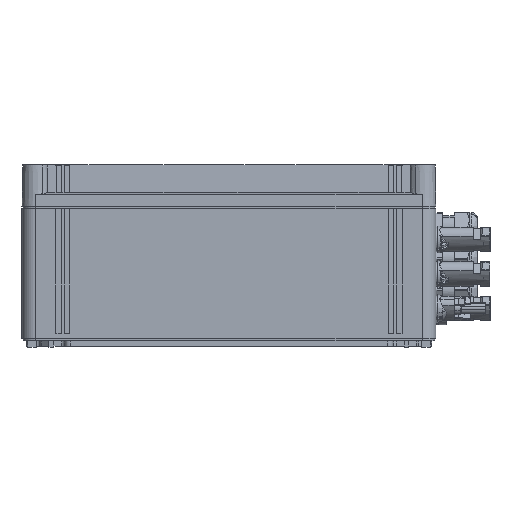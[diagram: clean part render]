
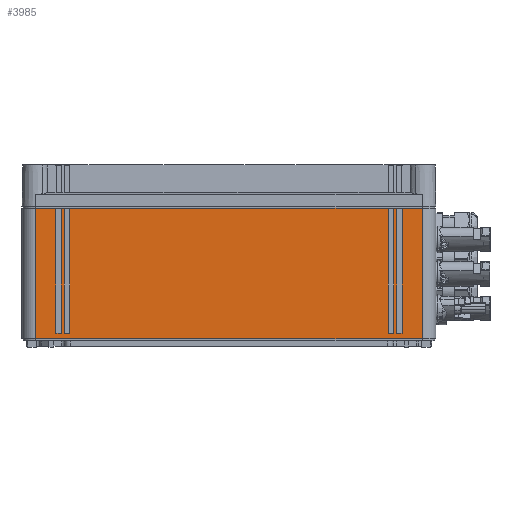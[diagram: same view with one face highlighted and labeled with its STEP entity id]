
A CAD part, left-side view. The second image highlights one B-rep face of the part: STEP entity #3985.
In plain terms, the highlighted planar face has unit normal (-1, 0, 0).
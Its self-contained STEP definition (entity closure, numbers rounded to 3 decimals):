
#3836=AXIS2_PLACEMENT_3D('Plane Axis2P3D',#3833,#3834,#3835) ;
#2187=CARTESIAN_POINT('Vertex',(0.,49.25,100.5)) ;
#2231=CARTESIAN_POINT('Vertex',(0.,329.25,100.5)) ;
#2234=CARTESIAN_POINT('Line Origine',(0.,189.25,100.5)) ;
#2329=CARTESIAN_POINT('Line Origine',(0.,49.25,52.64)) ;
#2333=CARTESIAN_POINT('Vertex',(0.,49.25,6.)) ;
#2401=CARTESIAN_POINT('Line Origine',(0.,189.25,6.)) ;
#2405=CARTESIAN_POINT('Vertex',(0.,329.25,6.)) ;
#3833=CARTESIAN_POINT('Axis2P3D Location',(0.,49.25,106.)) ;
#3838=CARTESIAN_POINT('Line Origine',(0.,329.25,53.25)) ;
#3849=CARTESIAN_POINT('Line Origine',(0.,69.75,55.178)) ;
#3853=CARTESIAN_POINT('Vertex',(0.,69.75,100.356)) ;
#3855=CARTESIAN_POINT('Vertex',(0.,69.75,10.)) ;
#3858=CARTESIAN_POINT('Line Origine',(0.,71.75,10.)) ;
#3862=CARTESIAN_POINT('Vertex',(0.,73.75,10.)) ;
#3865=CARTESIAN_POINT('Line Origine',(0.,73.75,55.178)) ;
#3869=CARTESIAN_POINT('Vertex',(0.,73.75,100.356)) ;
#3872=CARTESIAN_POINT('Line Origine',(0.,71.75,100.356)) ;
#3883=CARTESIAN_POINT('Line Origine',(0.,310.75,55.178)) ;
#3887=CARTESIAN_POINT('Vertex',(0.,310.75,100.356)) ;
#3889=CARTESIAN_POINT('Vertex',(0.,310.75,10.)) ;
#3892=CARTESIAN_POINT('Line Origine',(0.,312.75,10.)) ;
#3896=CARTESIAN_POINT('Vertex',(0.,314.75,10.)) ;
#3899=CARTESIAN_POINT('Line Origine',(0.,314.75,55.178)) ;
#3903=CARTESIAN_POINT('Vertex',(0.,314.75,100.356)) ;
#3906=CARTESIAN_POINT('Line Origine',(0.,312.75,100.356)) ;
#3917=CARTESIAN_POINT('Line Origine',(0.,63.75,55.178)) ;
#3921=CARTESIAN_POINT('Vertex',(0.,63.75,100.356)) ;
#3923=CARTESIAN_POINT('Vertex',(0.,63.75,10.)) ;
#3926=CARTESIAN_POINT('Line Origine',(0.,65.75,10.)) ;
#3930=CARTESIAN_POINT('Vertex',(0.,67.75,10.)) ;
#3933=CARTESIAN_POINT('Line Origine',(0.,67.75,55.178)) ;
#3937=CARTESIAN_POINT('Vertex',(0.,67.75,100.356)) ;
#3940=CARTESIAN_POINT('Line Origine',(0.,65.75,100.356)) ;
#3951=CARTESIAN_POINT('Line Origine',(0.,304.75,55.178)) ;
#3955=CARTESIAN_POINT('Vertex',(0.,304.75,100.356)) ;
#3957=CARTESIAN_POINT('Vertex',(0.,304.75,10.)) ;
#3960=CARTESIAN_POINT('Line Origine',(0.,306.75,10.)) ;
#3964=CARTESIAN_POINT('Vertex',(0.,308.75,10.)) ;
#3967=CARTESIAN_POINT('Line Origine',(0.,308.75,55.178)) ;
#3971=CARTESIAN_POINT('Vertex',(0.,308.75,100.356)) ;
#3974=CARTESIAN_POINT('Line Origine',(0.,306.75,100.356)) ;
#2235=DIRECTION('Vector Direction',(0.,-1.,0.)) ;
#2330=DIRECTION('Vector Direction',(0.,0.,1.)) ;
#2402=DIRECTION('Vector Direction',(0.,1.,0.)) ;
#3834=DIRECTION('Axis2P3D Direction',(-1.,0.,0.)) ;
#3835=DIRECTION('Axis2P3D XDirection',(0.,1.,0.)) ;
#3839=DIRECTION('Vector Direction',(0.,0.,-1.)) ;
#3850=DIRECTION('Vector Direction',(0.,0.,-1.)) ;
#3859=DIRECTION('Vector Direction',(0.,1.,0.)) ;
#3866=DIRECTION('Vector Direction',(0.,0.,1.)) ;
#3873=DIRECTION('Vector Direction',(0.,-1.,0.)) ;
#3884=DIRECTION('Vector Direction',(0.,0.,-1.)) ;
#3893=DIRECTION('Vector Direction',(0.,1.,0.)) ;
#3900=DIRECTION('Vector Direction',(0.,0.,1.)) ;
#3907=DIRECTION('Vector Direction',(0.,-1.,0.)) ;
#3918=DIRECTION('Vector Direction',(0.,0.,-1.)) ;
#3927=DIRECTION('Vector Direction',(0.,1.,0.)) ;
#3934=DIRECTION('Vector Direction',(0.,0.,1.)) ;
#3941=DIRECTION('Vector Direction',(0.,-1.,0.)) ;
#3952=DIRECTION('Vector Direction',(0.,0.,-1.)) ;
#3961=DIRECTION('Vector Direction',(0.,1.,0.)) ;
#3968=DIRECTION('Vector Direction',(0.,0.,1.)) ;
#3975=DIRECTION('Vector Direction',(0.,-1.,0.)) ;
#2236=VECTOR('Line Direction',#2235,1.) ;
#2331=VECTOR('Line Direction',#2330,1.) ;
#2403=VECTOR('Line Direction',#2402,1.) ;
#3840=VECTOR('Line Direction',#3839,1.) ;
#3851=VECTOR('Line Direction',#3850,1.) ;
#3860=VECTOR('Line Direction',#3859,1.) ;
#3867=VECTOR('Line Direction',#3866,1.) ;
#3874=VECTOR('Line Direction',#3873,1.) ;
#3885=VECTOR('Line Direction',#3884,1.) ;
#3894=VECTOR('Line Direction',#3893,1.) ;
#3901=VECTOR('Line Direction',#3900,1.) ;
#3908=VECTOR('Line Direction',#3907,1.) ;
#3919=VECTOR('Line Direction',#3918,1.) ;
#3928=VECTOR('Line Direction',#3927,1.) ;
#3935=VECTOR('Line Direction',#3934,1.) ;
#3942=VECTOR('Line Direction',#3941,1.) ;
#3953=VECTOR('Line Direction',#3952,1.) ;
#3962=VECTOR('Line Direction',#3961,1.) ;
#3969=VECTOR('Line Direction',#3968,1.) ;
#3976=VECTOR('Line Direction',#3975,1.) ;
#3844=ORIENTED_EDGE('',*,*,#2335,.F.) ;
#3845=ORIENTED_EDGE('',*,*,#2238,.F.) ;
#3846=ORIENTED_EDGE('',*,*,#3842,.T.) ;
#3847=ORIENTED_EDGE('',*,*,#2407,.F.) ;
#3878=ORIENTED_EDGE('',*,*,#3857,.T.) ;
#3879=ORIENTED_EDGE('',*,*,#3864,.T.) ;
#3880=ORIENTED_EDGE('',*,*,#3871,.T.) ;
#3881=ORIENTED_EDGE('',*,*,#3876,.F.) ;
#3912=ORIENTED_EDGE('',*,*,#3891,.T.) ;
#3913=ORIENTED_EDGE('',*,*,#3898,.T.) ;
#3914=ORIENTED_EDGE('',*,*,#3905,.T.) ;
#3915=ORIENTED_EDGE('',*,*,#3910,.F.) ;
#3946=ORIENTED_EDGE('',*,*,#3925,.T.) ;
#3947=ORIENTED_EDGE('',*,*,#3932,.T.) ;
#3948=ORIENTED_EDGE('',*,*,#3939,.T.) ;
#3949=ORIENTED_EDGE('',*,*,#3944,.F.) ;
#3980=ORIENTED_EDGE('',*,*,#3959,.T.) ;
#3981=ORIENTED_EDGE('',*,*,#3966,.T.) ;
#3982=ORIENTED_EDGE('',*,*,#3973,.T.) ;
#3983=ORIENTED_EDGE('',*,*,#3978,.F.) ;
#3882=FACE_BOUND('',#3877,.T.) ;
#3916=FACE_BOUND('',#3911,.T.) ;
#3950=FACE_BOUND('',#3945,.T.) ;
#3984=FACE_BOUND('',#3979,.T.) ;
#3985=ADVANCED_FACE('PVN',(#3848,#3882,#3916,#3950,#3984),#3837,.T.) ;
#2238=EDGE_CURVE('',#2232,#2188,#2237,.T.) ;
#2335=EDGE_CURVE('',#2188,#2334,#2332,.F.) ;
#2407=EDGE_CURVE('',#2334,#2406,#2404,.T.) ;
#3842=EDGE_CURVE('',#2232,#2406,#3841,.T.) ;
#3857=EDGE_CURVE('',#3854,#3856,#3852,.T.) ;
#3864=EDGE_CURVE('',#3856,#3863,#3861,.T.) ;
#3871=EDGE_CURVE('',#3863,#3870,#3868,.T.) ;
#3876=EDGE_CURVE('',#3854,#3870,#3875,.F.) ;
#3891=EDGE_CURVE('',#3888,#3890,#3886,.T.) ;
#3898=EDGE_CURVE('',#3890,#3897,#3895,.T.) ;
#3905=EDGE_CURVE('',#3897,#3904,#3902,.T.) ;
#3910=EDGE_CURVE('',#3888,#3904,#3909,.F.) ;
#3925=EDGE_CURVE('',#3922,#3924,#3920,.T.) ;
#3932=EDGE_CURVE('',#3924,#3931,#3929,.T.) ;
#3939=EDGE_CURVE('',#3931,#3938,#3936,.T.) ;
#3944=EDGE_CURVE('',#3922,#3938,#3943,.F.) ;
#3959=EDGE_CURVE('',#3956,#3958,#3954,.T.) ;
#3966=EDGE_CURVE('',#3958,#3965,#3963,.T.) ;
#3973=EDGE_CURVE('',#3965,#3972,#3970,.T.) ;
#3978=EDGE_CURVE('',#3956,#3972,#3977,.F.) ;
#3843=EDGE_LOOP('',(#3844,#3845,#3846,#3847)) ;
#3877=EDGE_LOOP('',(#3878,#3879,#3880,#3881)) ;
#3911=EDGE_LOOP('',(#3912,#3913,#3914,#3915)) ;
#3945=EDGE_LOOP('',(#3946,#3947,#3948,#3949)) ;
#3979=EDGE_LOOP('',(#3980,#3981,#3982,#3983)) ;
#3848=FACE_OUTER_BOUND('',#3843,.T.) ;
#2237=LINE('Line',#2234,#2236) ;
#2332=LINE('Line',#2329,#2331) ;
#2404=LINE('Line',#2401,#2403) ;
#3841=LINE('Line',#3838,#3840) ;
#3852=LINE('Line',#3849,#3851) ;
#3861=LINE('Line',#3858,#3860) ;
#3868=LINE('Line',#3865,#3867) ;
#3875=LINE('Line',#3872,#3874) ;
#3886=LINE('Line',#3883,#3885) ;
#3895=LINE('Line',#3892,#3894) ;
#3902=LINE('Line',#3899,#3901) ;
#3909=LINE('Line',#3906,#3908) ;
#3920=LINE('Line',#3917,#3919) ;
#3929=LINE('Line',#3926,#3928) ;
#3936=LINE('Line',#3933,#3935) ;
#3943=LINE('Line',#3940,#3942) ;
#3954=LINE('Line',#3951,#3953) ;
#3963=LINE('Line',#3960,#3962) ;
#3970=LINE('Line',#3967,#3969) ;
#3977=LINE('Line',#3974,#3976) ;
#3837=PLANE('',#3836) ;
#2188=VERTEX_POINT('',#2187) ;
#2232=VERTEX_POINT('',#2231) ;
#2334=VERTEX_POINT('',#2333) ;
#2406=VERTEX_POINT('',#2405) ;
#3854=VERTEX_POINT('',#3853) ;
#3856=VERTEX_POINT('',#3855) ;
#3863=VERTEX_POINT('',#3862) ;
#3870=VERTEX_POINT('',#3869) ;
#3888=VERTEX_POINT('',#3887) ;
#3890=VERTEX_POINT('',#3889) ;
#3897=VERTEX_POINT('',#3896) ;
#3904=VERTEX_POINT('',#3903) ;
#3922=VERTEX_POINT('',#3921) ;
#3924=VERTEX_POINT('',#3923) ;
#3931=VERTEX_POINT('',#3930) ;
#3938=VERTEX_POINT('',#3937) ;
#3956=VERTEX_POINT('',#3955) ;
#3958=VERTEX_POINT('',#3957) ;
#3965=VERTEX_POINT('',#3964) ;
#3972=VERTEX_POINT('',#3971) ;
